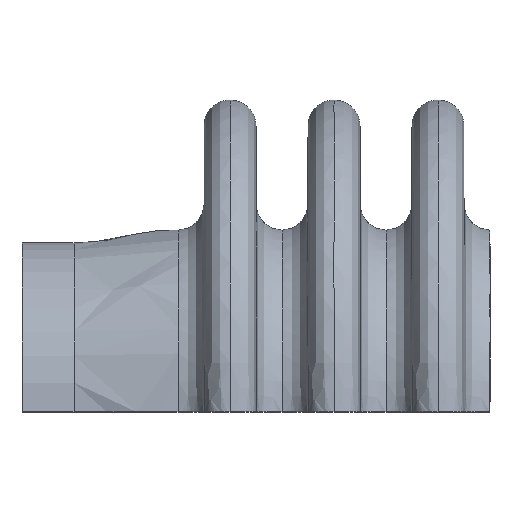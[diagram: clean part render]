
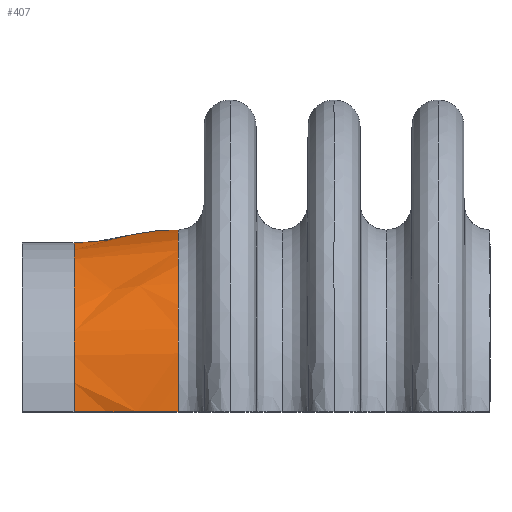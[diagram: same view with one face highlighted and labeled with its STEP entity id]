
A CAD part, front view. The second image highlights one B-rep face of the part: STEP entity #407.
In plain terms, the highlighted free-form (B-spline) face has degree [3, 2] with [4, 3] control points.
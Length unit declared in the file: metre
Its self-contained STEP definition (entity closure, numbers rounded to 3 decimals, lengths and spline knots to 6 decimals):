
#407 = ADVANCED_FACE( '', ( #554 ), #555, .T. );
#554 = FACE_OUTER_BOUND( '', #908, .T. );
#555 = ( BOUNDED_SURFACE(  )B_SPLINE_SURFACE( 3, 2, ( ( #911, #912, #913 ), ( #914, #915, #916 ), ( #917, #918, #919 ), ( #920, #921, #922 ) ), .UNSPECIFIED., .F., .F., .F. )B_SPLINE_SURFACE_WITH_KNOTS( ( 4, 4 ), ( 3, 3 ), ( 0., 1. ), ( 0., 1. ), .UNSPECIFIED. )GEOMETRIC_REPRESENTATION_ITEM(  )RATIONAL_B_SPLINE_SURFACE( ( ( 1., 0.707, 1. ), ( 1., 0.707, 1. ), ( 1., 0.707, 1. ), ( 1., 0.707, 1. ) ) )REPRESENTATION_ITEM( '' )SURFACE(  ) );
#908 = EDGE_LOOP( '', ( #2630, #2631, #2632, #2633 ) );
#911 = CARTESIAN_POINT( '', ( -0.008, -0.013, 0. ) );
#912 = CARTESIAN_POINT( '', ( -0.008, -0.013, 0.013 ) );
#913 = CARTESIAN_POINT( '', ( -0.008, 0., 0.013 ) );
#914 = CARTESIAN_POINT( '', ( -0.004, -0.013, 0. ) );
#915 = CARTESIAN_POINT( '', ( -0.004, -0.013, 0.013 ) );
#916 = CARTESIAN_POINT( '', ( -0.004, 0., 0.013 ) );
#917 = CARTESIAN_POINT( '', ( -0.004, -0.014, 0. ) );
#918 = CARTESIAN_POINT( '', ( -0.004, -0.014, 0.014 ) );
#919 = CARTESIAN_POINT( '', ( -0.004, 0., 0.014 ) );
#920 = CARTESIAN_POINT( '', ( 0., -0.014, 0. ) );
#921 = CARTESIAN_POINT( '', ( 0., -0.014, 0.014 ) );
#922 = CARTESIAN_POINT( '', ( 0., 0., 0.014 ) );
#2630 = ORIENTED_EDGE( '', *, *, #3164, .F. );
#2631 = ORIENTED_EDGE( '', *, *, #3162, .T. );
#2632 = ORIENTED_EDGE( '', *, *, #3177, .T. );
#2633 = ORIENTED_EDGE( '', *, *, #3178, .F. );
#3162 = EDGE_CURVE( '', #3448, #3446, #3449, .T. );
#3164 = EDGE_CURVE( '', #3448, #3451, #3452, .T. );
#3177 = EDGE_CURVE( '', #3446, #3471, #3472, .T. );
#3178 = EDGE_CURVE( '', #3451, #3471, #3473, .T. );
#3446 = VERTEX_POINT( '', #3915 );
#3448 = VERTEX_POINT( '', #3918 );
#3449 = B_SPLINE_CURVE_WITH_KNOTS( '', 3, ( #3919, #3920, #3921, #3922 ), .UNSPECIFIED., .F., .F., ( 4, 4 ), ( 0., 1. ), .UNSPECIFIED. );
#3451 = VERTEX_POINT( '', #3925 );
#3452 = ( BOUNDED_CURVE(  )B_SPLINE_CURVE( 2, ( #3928, #3929, #3930 ), .UNSPECIFIED., .F., .F. )B_SPLINE_CURVE_WITH_KNOTS( ( 3, 3 ), ( 0., 1. ), .UNSPECIFIED. )CURVE(  )GEOMETRIC_REPRESENTATION_ITEM(  )RATIONAL_B_SPLINE_CURVE( ( 1., 0.707, 1. ) )REPRESENTATION_ITEM( '' ) );
#3471 = VERTEX_POINT( '', #4008 );
#3472 = ( BOUNDED_CURVE(  )B_SPLINE_CURVE( 2, ( #4011, #4012, #4013 ), .UNSPECIFIED., .F., .F. )B_SPLINE_CURVE_WITH_KNOTS( ( 3, 3 ), ( 0., 1. ), .UNSPECIFIED. )CURVE(  )GEOMETRIC_REPRESENTATION_ITEM(  )RATIONAL_B_SPLINE_CURVE( ( 1., 0.707, 1. ) )REPRESENTATION_ITEM( '' ) );
#3473 = B_SPLINE_CURVE_WITH_KNOTS( '', 3, ( #4019, #4020, #4021, #4022 ), .UNSPECIFIED., .F., .F., ( 4, 4 ), ( 0., 1. ), .UNSPECIFIED. );
#3915 = CARTESIAN_POINT( '', ( 0., -0.014, 0. ) );
#3918 = CARTESIAN_POINT( '', ( -0.008, -0.013, 0. ) );
#3919 = CARTESIAN_POINT( '', ( -0.008, -0.013, 0. ) );
#3920 = CARTESIAN_POINT( '', ( -0.004, -0.013, 0. ) );
#3921 = CARTESIAN_POINT( '', ( -0.004, -0.014, 0. ) );
#3922 = CARTESIAN_POINT( '', ( 0., -0.014, 0. ) );
#3925 = CARTESIAN_POINT( '', ( -0.008, 0., 0.013 ) );
#3928 = CARTESIAN_POINT( '', ( -0.008, -0.013, 0. ) );
#3929 = CARTESIAN_POINT( '', ( -0.008, -0.013, 0.013 ) );
#3930 = CARTESIAN_POINT( '', ( -0.008, 0., 0.013 ) );
#4008 = CARTESIAN_POINT( '', ( 0., 0., 0.014 ) );
#4011 = CARTESIAN_POINT( '', ( 0., -0.014, 0. ) );
#4012 = CARTESIAN_POINT( '', ( 0., -0.014, 0.014 ) );
#4013 = CARTESIAN_POINT( '', ( 0., 0., 0.014 ) );
#4019 = CARTESIAN_POINT( '', ( -0.008, 0., 0.013 ) );
#4020 = CARTESIAN_POINT( '', ( -0.004, 0., 0.013 ) );
#4021 = CARTESIAN_POINT( '', ( -0.004, 0., 0.014 ) );
#4022 = CARTESIAN_POINT( '', ( 0., 0., 0.014 ) );
